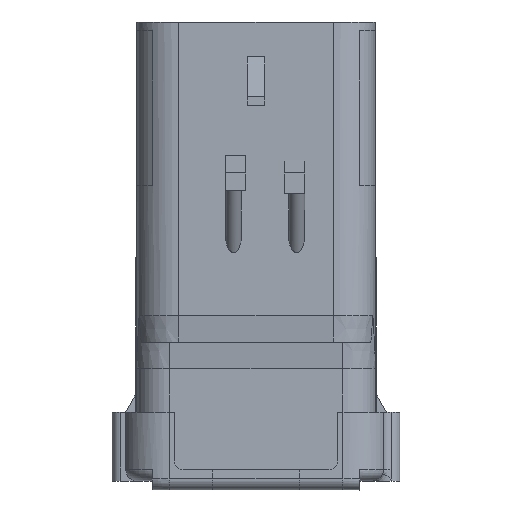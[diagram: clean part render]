
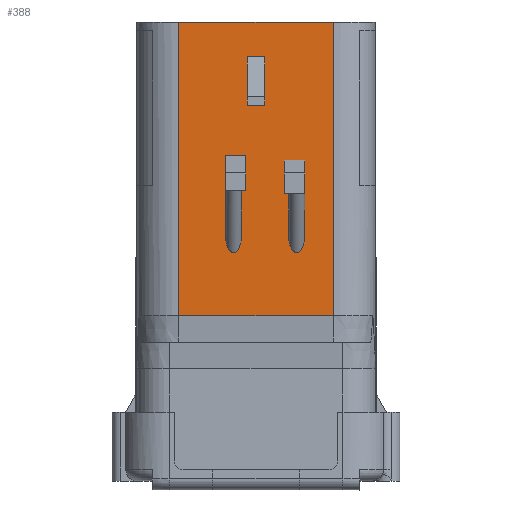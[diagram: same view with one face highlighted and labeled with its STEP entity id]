
A CAD part, front view. The second image highlights one B-rep face of the part: STEP entity #388.
In plain terms, the highlighted planar face has unit normal (0, -1, 0).
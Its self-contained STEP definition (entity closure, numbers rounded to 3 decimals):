
#123=ELLIPSE('',#4836,1.814,0.9);
#124=ELLIPSE('',#4837,1.814,0.9);
#226=FACE_BOUND('',#1056,.T.);
#227=FACE_BOUND('',#1057,.T.);
#228=FACE_BOUND('',#1058,.T.);
#229=FACE_BOUND('',#1059,.T.);
#388=ADVANCED_FACE('',(#226,#227,#228,#229),#633,.T.);
#633=PLANE('',#4838);
#1056=EDGE_LOOP('',(#1413,#1414,#1415,#1416));
#1057=EDGE_LOOP('',(#1417,#1418,#1419,#1420,#1421,#1422));
#1058=EDGE_LOOP('',(#1423,#1424,#1425,#1426));
#1059=EDGE_LOOP('',(#1427,#1428,#1429,#1430,#1431,#1432));
#1413=ORIENTED_EDGE('',*,*,#3192,.F.);
#1414=ORIENTED_EDGE('',*,*,#3159,.F.);
#1415=ORIENTED_EDGE('',*,*,#3187,.T.);
#1416=ORIENTED_EDGE('',*,*,#3193,.F.);
#1417=ORIENTED_EDGE('',*,*,#3194,.T.);
#1418=ORIENTED_EDGE('',*,*,#3195,.F.);
#1419=ORIENTED_EDGE('',*,*,#3196,.T.);
#1420=ORIENTED_EDGE('',*,*,#3197,.T.);
#1421=ORIENTED_EDGE('',*,*,#3198,.T.);
#1422=ORIENTED_EDGE('',*,*,#3199,.T.);
#1423=ORIENTED_EDGE('',*,*,#3200,.T.);
#1424=ORIENTED_EDGE('',*,*,#3201,.T.);
#1425=ORIENTED_EDGE('',*,*,#3202,.F.);
#1426=ORIENTED_EDGE('',*,*,#3203,.F.);
#1427=ORIENTED_EDGE('',*,*,#3204,.T.);
#1428=ORIENTED_EDGE('',*,*,#3205,.T.);
#1429=ORIENTED_EDGE('',*,*,#3206,.T.);
#1430=ORIENTED_EDGE('',*,*,#3207,.T.);
#1431=ORIENTED_EDGE('',*,*,#3208,.T.);
#1432=ORIENTED_EDGE('',*,*,#3209,.T.);
#2716=VERTEX_POINT('',#6649);
#2717=VERTEX_POINT('',#6653);
#2739=VERTEX_POINT('',#6723);
#2742=VERTEX_POINT('',#6732);
#2743=VERTEX_POINT('',#6735);
#2744=VERTEX_POINT('',#6736);
#2745=VERTEX_POINT('',#6738);
#2746=VERTEX_POINT('',#6740);
#2747=VERTEX_POINT('',#6742);
#2748=VERTEX_POINT('',#6744);
#2749=VERTEX_POINT('',#6747);
#2750=VERTEX_POINT('',#6748);
#2751=VERTEX_POINT('',#6750);
#2752=VERTEX_POINT('',#6752);
#2753=VERTEX_POINT('',#6755);
#2754=VERTEX_POINT('',#6756);
#2755=VERTEX_POINT('',#6758);
#2756=VERTEX_POINT('',#6760);
#2757=VERTEX_POINT('',#6762);
#2758=VERTEX_POINT('',#6764);
#3159=EDGE_CURVE('',#2716,#2717,#3820,.T.);
#3187=EDGE_CURVE('',#2716,#2739,#3840,.T.);
#3192=EDGE_CURVE('',#2717,#2742,#3842,.T.);
#3193=EDGE_CURVE('',#2742,#2739,#3843,.T.);
#3194=EDGE_CURVE('',#2743,#2744,#3844,.T.);
#3195=EDGE_CURVE('',#2745,#2744,#3845,.T.);
#3196=EDGE_CURVE('',#2745,#2746,#3846,.T.);
#3197=EDGE_CURVE('',#2746,#2747,#3847,.T.);
#3198=EDGE_CURVE('',#2747,#2748,#3848,.T.);
#3199=EDGE_CURVE('',#2748,#2743,#123,.T.);
#3200=EDGE_CURVE('',#2749,#2750,#3849,.T.);
#3201=EDGE_CURVE('',#2750,#2751,#3850,.T.);
#3202=EDGE_CURVE('',#2752,#2751,#3851,.T.);
#3203=EDGE_CURVE('',#2749,#2752,#3852,.T.);
#3204=EDGE_CURVE('',#2753,#2754,#3853,.T.);
#3205=EDGE_CURVE('',#2754,#2755,#3854,.T.);
#3206=EDGE_CURVE('',#2755,#2756,#3855,.T.);
#3207=EDGE_CURVE('',#2756,#2757,#124,.T.);
#3208=EDGE_CURVE('',#2757,#2758,#3856,.T.);
#3209=EDGE_CURVE('',#2758,#2753,#3857,.T.);
#3820=LINE('',#6652,#4328);
#3840=LINE('',#6722,#4348);
#3842=LINE('',#6731,#4350);
#3843=LINE('',#6733,#4351);
#3844=LINE('',#6734,#4352);
#3845=LINE('',#6737,#4353);
#3846=LINE('',#6739,#4354);
#3847=LINE('',#6741,#4355);
#3848=LINE('',#6743,#4356);
#3849=LINE('',#6746,#4357);
#3850=LINE('',#6749,#4358);
#3851=LINE('',#6751,#4359);
#3852=LINE('',#6753,#4360);
#3853=LINE('',#6754,#4361);
#3854=LINE('',#6757,#4362);
#3855=LINE('',#6759,#4363);
#3856=LINE('',#6763,#4364);
#3857=LINE('',#6765,#4365);
#4328=VECTOR('',#5274,1.);
#4348=VECTOR('',#5316,1.);
#4350=VECTOR('',#5326,1.);
#4351=VECTOR('',#5327,1.);
#4352=VECTOR('',#5328,1.);
#4353=VECTOR('',#5329,1.);
#4354=VECTOR('',#5330,1.);
#4355=VECTOR('',#5331,1.);
#4356=VECTOR('',#5332,1.);
#4357=VECTOR('',#5335,1.);
#4358=VECTOR('',#5336,1.);
#4359=VECTOR('',#5337,1.);
#4360=VECTOR('',#5338,1.);
#4361=VECTOR('',#5339,1.);
#4362=VECTOR('',#5340,1.);
#4363=VECTOR('',#5341,1.);
#4364=VECTOR('',#5344,1.);
#4365=VECTOR('',#5345,1.);
#4836=AXIS2_PLACEMENT_3D('',#6745,#5333,#5334);
#4837=AXIS2_PLACEMENT_3D('',#6761,#5342,#5343);
#4838=AXIS2_PLACEMENT_3D('',#6766,#5346,#5347);
#5274=DIRECTION('',(-1.,0.,0.));
#5316=DIRECTION('',(0.,0.,1.));
#5326=DIRECTION('',(0.,0.,1.));
#5327=DIRECTION('',(1.,0.,0.));
#5328=DIRECTION('',(0.,0.,1.));
#5329=DIRECTION('',(1.,0.,0.));
#5330=DIRECTION('',(0.,0.,1.));
#5331=DIRECTION('',(1.,0.,0.));
#5332=DIRECTION('',(0.,0.,-1.));
#5333=DIRECTION('',(0.,1.,0.));
#5334=DIRECTION('',(0.,0.,-1.));
#5335=DIRECTION('',(1.,0.,0.));
#5336=DIRECTION('',(0.,0.,-1.));
#5337=DIRECTION('',(1.,0.,0.));
#5338=DIRECTION('',(0.,0.,-1.));
#5339=DIRECTION('',(0.,0.,-1.));
#5340=DIRECTION('',(-1.,0.,0.));
#5341=DIRECTION('',(0.,0.,-1.));
#5342=DIRECTION('',(0.,1.,0.));
#5343=DIRECTION('',(0.,0.,-1.));
#5344=DIRECTION('',(0.,0.,1.));
#5345=DIRECTION('',(1.,0.,0.));
#5346=DIRECTION('',(0.,-1.,0.));
#5347=DIRECTION('',(1.,0.,0.));
#6649=CARTESIAN_POINT('',(8.75,-6.2,1.7));
#6652=CARTESIAN_POINT('',(8.75,-6.2,1.7));
#6653=CARTESIAN_POINT('',(-8.75,-6.2,1.7));
#6722=CARTESIAN_POINT('',(8.75,-6.2,1.7));
#6723=CARTESIAN_POINT('',(8.75,-6.2,34.95));
#6731=CARTESIAN_POINT('',(-8.75,-6.2,1.7));
#6732=CARTESIAN_POINT('',(-8.75,-6.2,34.95));
#6733=CARTESIAN_POINT('',(-15.6,-6.2,34.95));
#6734=CARTESIAN_POINT('',(3.7,-6.2,10.795));
#6735=CARTESIAN_POINT('',(3.7,-6.2,10.664));
#6736=CARTESIAN_POINT('',(3.7,-6.2,15.5));
#6737=CARTESIAN_POINT('',(-10.5,-6.2,15.5));
#6738=CARTESIAN_POINT('',(3.2,-6.2,15.5));
#6739=CARTESIAN_POINT('',(3.2,-6.2,18.931));
#6740=CARTESIAN_POINT('',(3.2,-6.2,19.306));
#6741=CARTESIAN_POINT('',(3.528,-6.2,19.306));
#6742=CARTESIAN_POINT('',(5.5,-6.2,19.306));
#6743=CARTESIAN_POINT('',(5.5,-6.2,19.88));
#6744=CARTESIAN_POINT('',(5.5,-6.2,10.664));
#6745=CARTESIAN_POINT('',(4.6,-6.2,10.664));
#6746=CARTESIAN_POINT('',(-1.,-6.2,31.));
#6747=CARTESIAN_POINT('',(-1.,-6.2,31.));
#6748=CARTESIAN_POINT('',(1.,-6.2,31.));
#6749=CARTESIAN_POINT('',(1.,-6.2,31.));
#6750=CARTESIAN_POINT('',(1.,-6.2,25.5));
#6751=CARTESIAN_POINT('',(-1.,-6.2,25.5));
#6752=CARTESIAN_POINT('',(-1.,-6.2,25.5));
#6753=CARTESIAN_POINT('',(-1.,-6.2,31.));
#6754=CARTESIAN_POINT('',(-1.15,-6.2,19.497));
#6755=CARTESIAN_POINT('',(-1.15,-6.2,19.852));
#6756=CARTESIAN_POINT('',(-1.15,-6.2,15.85));
#6757=CARTESIAN_POINT('',(-3.08,-6.2,15.85));
#6758=CARTESIAN_POINT('',(-1.65,-6.2,15.85));
#6759=CARTESIAN_POINT('',(-1.65,-6.2,15.913));
#6760=CARTESIAN_POINT('',(-1.65,-6.2,10.664));
#6761=CARTESIAN_POINT('',(-2.55,-6.2,10.664));
#6762=CARTESIAN_POINT('',(-3.45,-6.2,10.664));
#6763=CARTESIAN_POINT('',(-3.45,-6.2,20.013));
#6764=CARTESIAN_POINT('',(-3.45,-6.2,19.852));
#6765=CARTESIAN_POINT('',(-3.08,-6.2,19.852));
#6766=CARTESIAN_POINT('',(-10.5,-6.2,-1.575));
